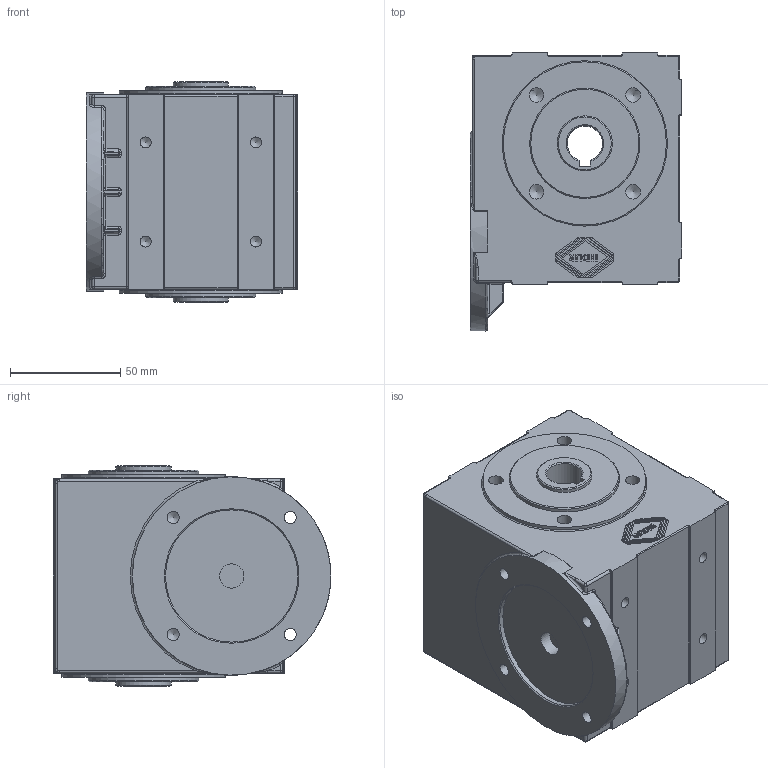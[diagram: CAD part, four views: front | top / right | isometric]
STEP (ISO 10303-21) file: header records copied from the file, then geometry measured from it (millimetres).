
FILE_DESCRIPTION((''),'2;1');
FILE_NAME('A40_B14HW_M6.ipt.stp','2010-03-02T10:08:50',('INDUR'),(''),'Autodesk Inventor 2010','Autodesk Inventor 2010','');
FILE_SCHEMA(('CONFIG_CONTROL_DESIGN'));
Length unit declared in the file: millimetre
Products named in the file (1): A40_B14HW_M6
Bounding box: 96 x 126 x 100 mm (x, y, z)
Volume: 862823.4 mm3; surface area: 72614.9 mm2
Topology: 1 solids, 1 shells, 556 faces, 1469 edges, 931 vertices
Faces by surface type: plane 244, bspline 153, cylinder 138, cone 17, sphere 2, torus 2
Full cylindrical faces by diameter (mm): 4.917 x4, 5.5 x4, 6.647 x4, 11 x1, 25 x2, 50 x2, 60 x1, 74 x2
Entity records: 20915 total; most frequent: CARTESIAN_POINT 7638, ORIENTED_EDGE 2726, DIRECTION 2386, EDGE_CURVE 1363, VERTEX_POINT 894, VECTOR 828, LINE 828, AXIS2_PLACEMENT_3D 779
